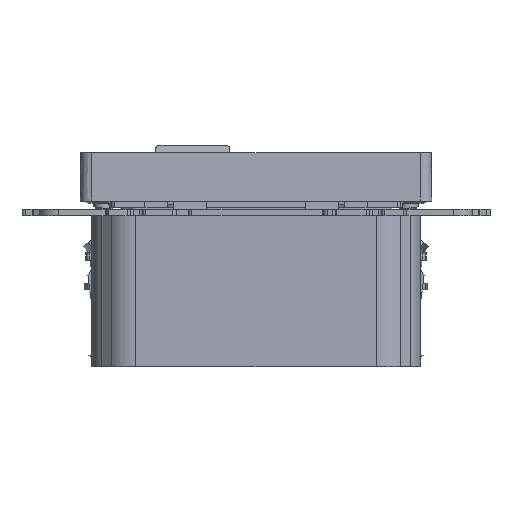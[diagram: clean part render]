
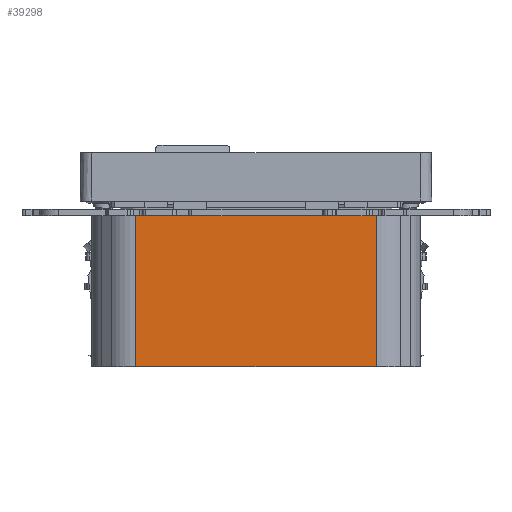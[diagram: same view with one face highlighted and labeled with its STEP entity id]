
A CAD part, front view. The second image highlights one B-rep face of the part: STEP entity #39298.
In plain terms, the highlighted planar face has unit normal (0, -1, 0).
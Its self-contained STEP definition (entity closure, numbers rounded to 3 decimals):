
#566 = DIRECTION ( 'NONE',  ( -1., 0., 0. ) ) ;
#1067 = LINE ( 'NONE', #40126, #33936 ) ;
#3753 = CARTESIAN_POINT ( 'NONE',  ( 12.293, 8.25, -25.011 ) ) ;
#5877 = ORIENTED_EDGE ( 'NONE', *, *, #50159, .F. ) ;
#6026 = LINE ( 'NONE', #45853, #33905 ) ;
#6221 = ORIENTED_EDGE ( 'NONE', *, *, #35182, .F. ) ;
#7874 = EDGE_CURVE ( 'NONE', #46504, #43571, #49846, .T. ) ;
#8854 = ORIENTED_EDGE ( 'NONE', *, *, #50071, .T. ) ;
#8909 = CARTESIAN_POINT ( 'NONE',  ( 50.507, 8.25, -1. ) ) ;
#9071 = CARTESIAN_POINT ( 'NONE',  ( 12.293, 8.25, -1. ) ) ;
#9999 = CARTESIAN_POINT ( 'NONE',  ( 50.507, 8.25, -25.011 ) ) ;
#10569 = DIRECTION ( 'NONE',  ( -1., 0., 0. ) ) ;
#11710 = FACE_OUTER_BOUND ( 'NONE', #40555, .T. ) ;
#14304 = VERTEX_POINT ( 'NONE', #47867 ) ;
#15720 = LINE ( 'NONE', #47988, #31135 ) ;
#16515 = CARTESIAN_POINT ( 'NONE',  ( 38.163, 8.25, -1. ) ) ;
#17816 = DIRECTION ( 'NONE',  ( 0., 0., 1. ) ) ;
#20511 = DIRECTION ( 'NONE',  ( -1., 0., 0. ) ) ;
#20755 = PLANE ( 'NONE',  #22192 ) ;
#21025 = VERTEX_POINT ( 'NONE', #16515 ) ;
#21829 = VECTOR ( 'NONE', #48448, 1000. ) ;
#22192 = AXIS2_PLACEMENT_3D ( 'NONE', #24181, #51286, #20511 ) ;
#22262 = CARTESIAN_POINT ( 'NONE',  ( 12.293, 8.25, -1. ) ) ;
#23188 = VECTOR ( 'NONE', #17816, 1000. ) ;
#24181 = CARTESIAN_POINT ( 'NONE',  ( 12.293, 8.25, -25.011 ) ) ;
#28230 = DIRECTION ( 'NONE',  ( 1., 0., 0. ) ) ;
#29484 = VECTOR ( 'NONE', #10569, 1000. ) ;
#29587 = VERTEX_POINT ( 'NONE', #3753 ) ;
#31135 = VECTOR ( 'NONE', #28230, 1000. ) ;
#33544 = LINE ( 'NONE', #22262, #29484 ) ;
#33905 = VECTOR ( 'NONE', #45080, 1000. ) ;
#33936 = VECTOR ( 'NONE', #566, 1000. ) ;
#33983 = VERTEX_POINT ( 'NONE', #9071 ) ;
#35182 = EDGE_CURVE ( 'NONE', #46504, #29587, #45045, .T. ) ;
#36763 = CARTESIAN_POINT ( 'NONE',  ( 12.293, 8.25, -25.011 ) ) ;
#36997 = ORIENTED_EDGE ( 'NONE', *, *, #7874, .T. ) ;
#38969 = CARTESIAN_POINT ( 'NONE',  ( 50.507, 8.25, -25.011 ) ) ;
#39298 = ADVANCED_FACE ( 'NONE', ( #11710 ), #20755, .F. ) ;
#40104 = EDGE_CURVE ( 'NONE', #29587, #33983, #6026, .T. ) ;
#40126 = CARTESIAN_POINT ( 'NONE',  ( 12.293, 8.25, -1. ) ) ;
#40555 = EDGE_LOOP ( 'NONE', ( #42425, #8854, #5877, #50711, #6221, #36997 ) ) ;
#41265 = EDGE_CURVE ( 'NONE', #43571, #14304, #1067, .T. ) ;
#42425 = ORIENTED_EDGE ( 'NONE', *, *, #41265, .T. ) ;
#43571 = VERTEX_POINT ( 'NONE', #8909 ) ;
#45045 = LINE ( 'NONE', #36763, #21829 ) ;
#45080 = DIRECTION ( 'NONE',  ( 0., 0., 1. ) ) ;
#45853 = CARTESIAN_POINT ( 'NONE',  ( 12.293, 8.25, -25.011 ) ) ;
#46504 = VERTEX_POINT ( 'NONE', #38969 ) ;
#47867 = CARTESIAN_POINT ( 'NONE',  ( 40.166, 8.25, -1. ) ) ;
#47988 = CARTESIAN_POINT ( 'NONE',  ( 12.293, 8.25, -1. ) ) ;
#48448 = DIRECTION ( 'NONE',  ( -1., 0., 0. ) ) ;
#49846 = LINE ( 'NONE', #9999, #23188 ) ;
#50071 = EDGE_CURVE ( 'NONE', #14304, #21025, #33544, .T. ) ;
#50159 = EDGE_CURVE ( 'NONE', #33983, #21025, #15720, .T. ) ;
#50711 = ORIENTED_EDGE ( 'NONE', *, *, #40104, .F. ) ;
#51286 = DIRECTION ( 'NONE',  ( 0., 1., 0. ) ) ;
